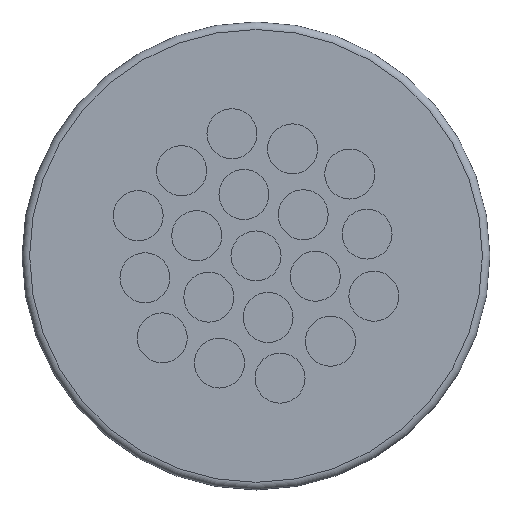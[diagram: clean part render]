
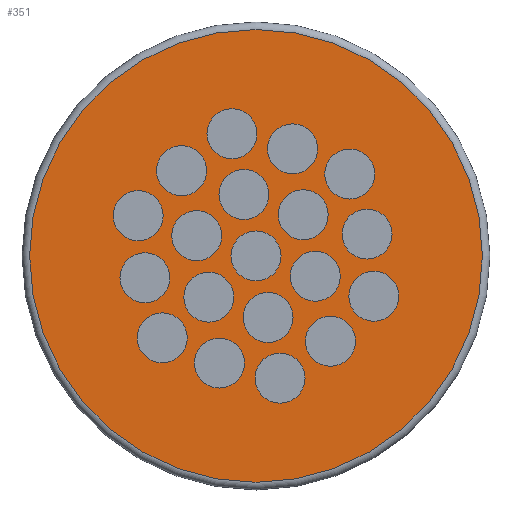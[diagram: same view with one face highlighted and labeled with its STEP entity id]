
A CAD part, top view. The second image highlights one B-rep face of the part: STEP entity #351.
In plain terms, the highlighted face is planar.
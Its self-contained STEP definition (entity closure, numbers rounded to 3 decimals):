
#351=ADVANCED_FACE('',(#783,#785,#787,#789,#791,#793,#795,#797,#799,#801,#803,#805,
#807,#809,#811,#813,#815,#817,#819,#821),#823,.T.);
#783=FACE_BOUND('',#784,.T.);
#784=EDGE_LOOP('',(#1067,#1068));
#785=FACE_BOUND('',#786,.T.);
#786=EDGE_LOOP('',(#1069));
#787=FACE_BOUND('',#788,.T.);
#788=EDGE_LOOP('',(#1070));
#789=FACE_BOUND('',#790,.T.);
#790=EDGE_LOOP('',(#1071));
#791=FACE_BOUND('',#792,.T.);
#792=EDGE_LOOP('',(#1072));
#793=FACE_BOUND('',#794,.T.);
#794=EDGE_LOOP('',(#1073));
#795=FACE_BOUND('',#796,.T.);
#796=EDGE_LOOP('',(#1074));
#797=FACE_BOUND('',#798,.T.);
#798=EDGE_LOOP('',(#1075));
#799=FACE_BOUND('',#800,.T.);
#800=EDGE_LOOP('',(#1076));
#801=FACE_BOUND('',#802,.T.);
#802=EDGE_LOOP('',(#1077));
#803=FACE_BOUND('',#804,.T.);
#804=EDGE_LOOP('',(#1078));
#805=FACE_BOUND('',#806,.T.);
#806=EDGE_LOOP('',(#1079));
#807=FACE_BOUND('',#808,.T.);
#808=EDGE_LOOP('',(#1080));
#809=FACE_BOUND('',#810,.T.);
#810=EDGE_LOOP('',(#1081));
#811=FACE_BOUND('',#812,.T.);
#812=EDGE_LOOP('',(#1082));
#813=FACE_BOUND('',#814,.T.);
#814=EDGE_LOOP('',(#1083));
#815=FACE_BOUND('',#816,.T.);
#816=EDGE_LOOP('',(#1084));
#817=FACE_BOUND('',#818,.T.);
#818=EDGE_LOOP('',(#1085));
#819=FACE_BOUND('',#820,.T.);
#820=EDGE_LOOP('',(#1086));
#821=FACE_BOUND('',#822,.T.);
#822=EDGE_LOOP('',(#1087));
#823=PLANE('',#824);
#824=AXIS2_PLACEMENT_3D('',#825,#826,#827);
#825=CARTESIAN_POINT('',(0.,8.,0.));
#826=DIRECTION('',(0.,1.,0.));
#827=DIRECTION('',(0.,0.,-1.));
#1067=ORIENTED_EDGE('',*,*,#1163,.T.);
#1068=ORIENTED_EDGE('',*,*,#1162,.T.);
#1069=ORIENTED_EDGE('',*,*,#1126,.F.);
#1070=ORIENTED_EDGE('',*,*,#1128,.F.);
#1071=ORIENTED_EDGE('',*,*,#1130,.F.);
#1072=ORIENTED_EDGE('',*,*,#1132,.F.);
#1073=ORIENTED_EDGE('',*,*,#1134,.F.);
#1074=ORIENTED_EDGE('',*,*,#1136,.F.);
#1075=ORIENTED_EDGE('',*,*,#1138,.F.);
#1076=ORIENTED_EDGE('',*,*,#1140,.F.);
#1077=ORIENTED_EDGE('',*,*,#1142,.F.);
#1078=ORIENTED_EDGE('',*,*,#1144,.F.);
#1079=ORIENTED_EDGE('',*,*,#1146,.F.);
#1080=ORIENTED_EDGE('',*,*,#1148,.F.);
#1081=ORIENTED_EDGE('',*,*,#1150,.F.);
#1082=ORIENTED_EDGE('',*,*,#1152,.F.);
#1083=ORIENTED_EDGE('',*,*,#1154,.F.);
#1084=ORIENTED_EDGE('',*,*,#1156,.F.);
#1085=ORIENTED_EDGE('',*,*,#1158,.F.);
#1086=ORIENTED_EDGE('',*,*,#1160,.F.);
#1087=ORIENTED_EDGE('',*,*,#1124,.F.);
#1124=EDGE_CURVE('',#1175,#1175,#1176,.T.);
#1126=EDGE_CURVE('',#1179,#1179,#1180,.T.);
#1128=EDGE_CURVE('',#1183,#1183,#1184,.T.);
#1130=EDGE_CURVE('',#1187,#1187,#1188,.T.);
#1132=EDGE_CURVE('',#1191,#1191,#1192,.T.);
#1134=EDGE_CURVE('',#1195,#1195,#1196,.T.);
#1136=EDGE_CURVE('',#1199,#1199,#1200,.T.);
#1138=EDGE_CURVE('',#1203,#1203,#1204,.T.);
#1140=EDGE_CURVE('',#1207,#1207,#1208,.T.);
#1142=EDGE_CURVE('',#1211,#1211,#1212,.T.);
#1144=EDGE_CURVE('',#1215,#1215,#1216,.T.);
#1146=EDGE_CURVE('',#1219,#1219,#1220,.T.);
#1148=EDGE_CURVE('',#1223,#1223,#1224,.T.);
#1150=EDGE_CURVE('',#1227,#1227,#1228,.T.);
#1152=EDGE_CURVE('',#1231,#1231,#1232,.T.);
#1154=EDGE_CURVE('',#1235,#1235,#1236,.T.);
#1156=EDGE_CURVE('',#1239,#1239,#1240,.T.);
#1158=EDGE_CURVE('',#1243,#1243,#1244,.T.);
#1160=EDGE_CURVE('',#1247,#1247,#1248,.T.);
#1162=EDGE_CURVE('',#1251,#1252,#1253,.T.);
#1163=EDGE_CURVE('',#1252,#1251,#1254,.T.);
#1175=VERTEX_POINT('',#1277);
#1176=CIRCLE('',#1278,3.313);
#1179=VERTEX_POINT('',#1287);
#1180=CIRCLE('',#1288,3.313);
#1183=VERTEX_POINT('',#1297);
#1184=CIRCLE('',#1298,3.313);
#1187=VERTEX_POINT('',#1307);
#1188=CIRCLE('',#1308,3.313);
#1191=VERTEX_POINT('',#1317);
#1192=CIRCLE('',#1318,3.313);
#1195=VERTEX_POINT('',#1327);
#1196=CIRCLE('',#1328,3.313);
#1199=VERTEX_POINT('',#1337);
#1200=CIRCLE('',#1338,3.313);
#1203=VERTEX_POINT('',#1347);
#1204=CIRCLE('',#1348,3.313);
#1207=VERTEX_POINT('',#1357);
#1208=CIRCLE('',#1358,3.313);
#1211=VERTEX_POINT('',#1367);
#1212=CIRCLE('',#1368,3.313);
#1215=VERTEX_POINT('',#1377);
#1216=CIRCLE('',#1378,3.313);
#1219=VERTEX_POINT('',#1387);
#1220=CIRCLE('',#1388,3.313);
#1223=VERTEX_POINT('',#1397);
#1224=CIRCLE('',#1398,3.313);
#1227=VERTEX_POINT('',#1407);
#1228=CIRCLE('',#1408,3.313);
#1231=VERTEX_POINT('',#1417);
#1232=CIRCLE('',#1418,3.313);
#1235=VERTEX_POINT('',#1427);
#1236=CIRCLE('',#1428,3.313);
#1239=VERTEX_POINT('',#1437);
#1240=CIRCLE('',#1438,3.313);
#1243=VERTEX_POINT('',#1447);
#1244=CIRCLE('',#1448,3.313);
#1247=VERTEX_POINT('',#1457);
#1248=CIRCLE('',#1458,3.313);
#1251=VERTEX_POINT('',#1467);
#1252=VERTEX_POINT('',#1468);
#1253=CIRCLE('',#1469,30.);
#1254=CIRCLE('',#1473,30.);
#1277=CARTESIAN_POINT('',(-4.852,8.,17.506));
#1278=AXIS2_PLACEMENT_3D('',#1279,#1280,#1281);
#1279=CARTESIAN_POINT('',(-4.852,8.,14.194));
#1280=DIRECTION('',(0.,1.,0.));
#1281=DIRECTION('',(0.,0.,1.));
#1287=CARTESIAN_POINT('',(-12.428,8.,14.166));
#1288=AXIS2_PLACEMENT_3D('',#1289,#1290,#1291);
#1289=CARTESIAN_POINT('',(-12.428,8.,10.853));
#1290=DIRECTION('',(0.,1.,0.));
#1291=DIRECTION('',(0.,0.,1.));
#1297=CARTESIAN_POINT('',(-14.718,8.,6.208));
#1298=AXIS2_PLACEMENT_3D('',#1299,#1300,#1301);
#1299=CARTESIAN_POINT('',(-14.718,8.,2.895));
#1300=DIRECTION('',(0.,1.,0.));
#1301=DIRECTION('',(0.,0.,1.));
#1307=CARTESIAN_POINT('',(-15.613,8.,-2.024));
#1308=AXIS2_PLACEMENT_3D('',#1309,#1310,#1311);
#1309=CARTESIAN_POINT('',(-15.613,8.,-5.337));
#1310=DIRECTION('',(0.,1.,0.));
#1311=DIRECTION('',(0.,0.,1.));
#1317=CARTESIAN_POINT('',(-9.866,8.,-7.986));
#1318=AXIS2_PLACEMENT_3D('',#1319,#1320,#1321);
#1319=CARTESIAN_POINT('',(-9.866,8.,-11.299));
#1320=DIRECTION('',(0.,1.,0.));
#1321=DIRECTION('',(0.,0.,1.));
#1327=CARTESIAN_POINT('',(-7.854,8.,0.628));
#1328=AXIS2_PLACEMENT_3D('',#1329,#1330,#1331);
#1329=CARTESIAN_POINT('',(-7.854,8.,-2.685));
#1330=DIRECTION('',(0.,1.,0.));
#1331=DIRECTION('',(0.,0.,1.));
#1337=CARTESIAN_POINT('',(-6.252,8.,8.772));
#1338=AXIS2_PLACEMENT_3D('',#1339,#1340,#1341);
#1339=CARTESIAN_POINT('',(-6.252,8.,5.459));
#1340=DIRECTION('',(0.,1.,0.));
#1341=DIRECTION('',(0.,0.,1.));
#1347=CARTESIAN_POINT('',(0.,8.,3.313));
#1348=AXIS2_PLACEMENT_3D('',#1349,#1350,#1351);
#1349=CARTESIAN_POINT('',(0.,8.,0.));
#1350=DIRECTION('',(0.,1.,0.));
#1351=DIRECTION('',(0.,0.,1.));
#1357=CARTESIAN_POINT('',(-1.602,8.,-4.831));
#1358=AXIS2_PLACEMENT_3D('',#1359,#1360,#1361);
#1359=CARTESIAN_POINT('',(-1.602,8.,-8.144));
#1360=DIRECTION('',(0.,1.,0.));
#1361=DIRECTION('',(0.,0.,1.));
#1367=CARTESIAN_POINT('',(-3.185,8.,-12.877));
#1368=AXIS2_PLACEMENT_3D('',#1369,#1370,#1371);
#1369=CARTESIAN_POINT('',(-3.185,8.,-16.19));
#1370=DIRECTION('',(0.,1.,0.));
#1371=DIRECTION('',(0.,0.,1.));
#1377=CARTESIAN_POINT('',(3.185,8.,19.503));
#1378=AXIS2_PLACEMENT_3D('',#1379,#1380,#1381);
#1379=CARTESIAN_POINT('',(3.185,8.,16.19));
#1380=DIRECTION('',(0.,1.,0.));
#1381=DIRECTION('',(0.,0.,1.));
#1387=CARTESIAN_POINT('',(1.602,8.,11.457));
#1388=AXIS2_PLACEMENT_3D('',#1389,#1390,#1391);
#1389=CARTESIAN_POINT('',(1.602,8.,8.144));
#1390=DIRECTION('',(0.,1.,0.));
#1391=DIRECTION('',(0.,0.,1.));
#1397=CARTESIAN_POINT('',(9.866,8.,14.611));
#1398=AXIS2_PLACEMENT_3D('',#1399,#1400,#1401);
#1399=CARTESIAN_POINT('',(9.866,8.,11.299));
#1400=DIRECTION('',(0.,1.,0.));
#1401=DIRECTION('',(0.,0.,1.));
#1407=CARTESIAN_POINT('',(15.613,8.,8.65));
#1408=AXIS2_PLACEMENT_3D('',#1409,#1410,#1411);
#1409=CARTESIAN_POINT('',(15.613,8.,5.337));
#1410=DIRECTION('',(0.,1.,0.));
#1411=DIRECTION('',(0.,0.,1.));
#1417=CARTESIAN_POINT('',(7.854,8.,5.997));
#1418=AXIS2_PLACEMENT_3D('',#1419,#1420,#1421);
#1419=CARTESIAN_POINT('',(7.854,8.,2.685));
#1420=DIRECTION('',(0.,1.,0.));
#1421=DIRECTION('',(0.,0.,1.));
#1427=CARTESIAN_POINT('',(14.718,8.,0.418));
#1428=AXIS2_PLACEMENT_3D('',#1429,#1430,#1431);
#1429=CARTESIAN_POINT('',(14.718,8.,-2.895));
#1430=DIRECTION('',(0.,1.,0.));
#1431=DIRECTION('',(0.,0.,1.));
#1437=CARTESIAN_POINT('',(6.252,8.,-2.147));
#1438=AXIS2_PLACEMENT_3D('',#1439,#1440,#1441);
#1439=CARTESIAN_POINT('',(6.252,8.,-5.459));
#1440=DIRECTION('',(0.,1.,0.));
#1441=DIRECTION('',(0.,0.,1.));
#1447=CARTESIAN_POINT('',(4.852,8.,-10.881));
#1448=AXIS2_PLACEMENT_3D('',#1449,#1450,#1451);
#1449=CARTESIAN_POINT('',(4.852,8.,-14.194));
#1450=DIRECTION('',(0.,1.,0.));
#1451=DIRECTION('',(0.,0.,1.));
#1457=CARTESIAN_POINT('',(12.428,8.,-7.54));
#1458=AXIS2_PLACEMENT_3D('',#1459,#1460,#1461);
#1459=CARTESIAN_POINT('',(12.428,8.,-10.853));
#1460=DIRECTION('',(0.,1.,0.));
#1461=DIRECTION('',(0.,0.,1.));
#1467=CARTESIAN_POINT('',(0.,8.,-30.));
#1468=CARTESIAN_POINT('',(0.,8.,30.));
#1469=AXIS2_PLACEMENT_3D('',#1470,#1471,#1472);
#1470=CARTESIAN_POINT('',(0.,8.,0.));
#1471=DIRECTION('',(0.,1.,0.));
#1472=DIRECTION('',(0.,0.,-1.));
#1473=AXIS2_PLACEMENT_3D('',#1474,#1475,#1476);
#1474=CARTESIAN_POINT('',(0.,8.,0.));
#1475=DIRECTION('',(0.,1.,0.));
#1476=DIRECTION('',(0.,0.,1.));
